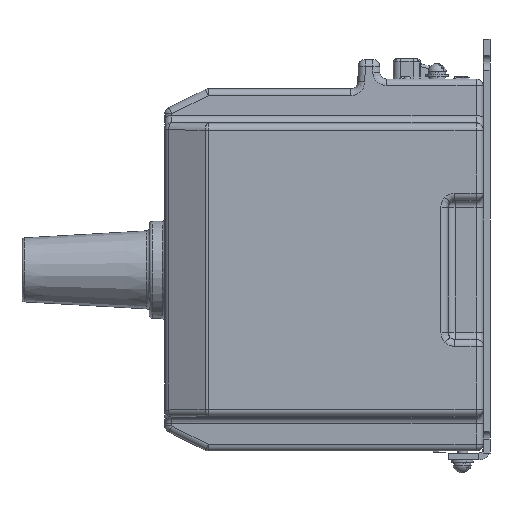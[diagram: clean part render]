
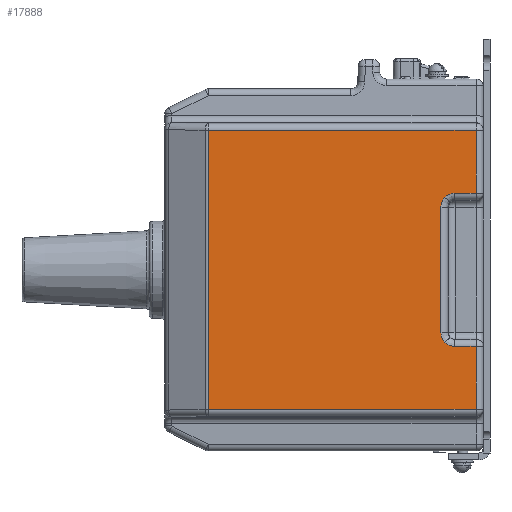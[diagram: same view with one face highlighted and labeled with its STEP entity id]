
A CAD part, left-side view. The second image highlights one B-rep face of the part: STEP entity #17888.
In plain terms, the highlighted planar face has unit normal (-1, 0, 0).
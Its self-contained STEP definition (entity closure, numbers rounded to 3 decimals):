
#2301 = EDGE_CURVE ( 'NONE', #15379, #15407, #14800, .T. ) ;
#4861 = CARTESIAN_POINT ( 'NONE',  ( -70., -46.28, -52.067 ) ) ;
#4862 = CARTESIAN_POINT ( 'NONE',  ( -70., -48.18, -53.967 ) ) ;
#4895 = CARTESIAN_POINT ( 'NONE',  ( -70., -53.349, -54.995 ) ) ;
#4896 = CARTESIAN_POINT ( 'NONE',  ( -70., -50.662, -54.995 ) ) ;
#5197 = CARTESIAN_POINT ( 'NONE',  ( -70., -43.353, 44.998 ) ) ;
#5204 = CARTESIAN_POINT ( 'NONE',  ( -70., -53.349, -54.995 ) ) ;
#5257 = CARTESIAN_POINT ( 'NONE',  ( -70., 123.7, 100.172 ) ) ;
#5259 = CARTESIAN_POINT ( 'NONE',  ( -70., -53.349, 54.995 ) ) ;
#5276 = CARTESIAN_POINT ( 'NONE',  ( -70., -46.28, -52.067 ) ) ;
#5278 = CARTESIAN_POINT ( 'NONE',  ( -70., -46.28, 52.067 ) ) ;
#5331 = CARTESIAN_POINT ( 'NONE',  ( -70., -68.62, 100.172 ) ) ;
#5334 = CARTESIAN_POINT ( 'NONE',  ( -70., -43.353, -44.998 ) ) ;
#5349 = CARTESIAN_POINT ( 'NONE',  ( -70., 123.7, -100.172 ) ) ;
#5372 = CARTESIAN_POINT ( 'NONE',  ( -70., -68.62, -100.172 ) ) ;
#5390 = CARTESIAN_POINT ( 'NONE',  ( -70., -68.62, -54.995 ) ) ;
#5678 = CARTESIAN_POINT ( 'NONE',  ( -70., -68.62, 54.995 ) ) ;
#8029 = CARTESIAN_POINT ( 'NONE',  ( -70., -68.62, 130. ) ) ;
#8073 = DIRECTION ( 'NONE',  ( 0., 0., 1. ) ) ;
#8550 = CARTESIAN_POINT ( 'NONE',  ( -70., -46.28, 52.067 ) ) ;
#8559 = CARTESIAN_POINT ( 'NONE',  ( -70., -48.18, 53.967 ) ) ;
#8575 = CARTESIAN_POINT ( 'NONE',  ( -70., -50.662, 54.995 ) ) ;
#8588 = CARTESIAN_POINT ( 'NONE',  ( -70., -43.353, 44.998 ) ) ;
#8589 = CARTESIAN_POINT ( 'NONE',  ( -70., -53.349, 54.995 ) ) ;
#8632 = CARTESIAN_POINT ( 'NONE',  ( -70., -43.353, 47.685 ) ) ;
#8659 = CARTESIAN_POINT ( 'NONE',  ( -70., -44.381, 50.167 ) ) ;
#8661 = CARTESIAN_POINT ( 'NONE',  ( -70., -46.28, 52.067 ) ) ;
#8731 = DIRECTION ( 'NONE',  ( 0., -1., 0. ) ) ;
#8751 = CARTESIAN_POINT ( 'NONE',  ( -70., 154.88, 54.995 ) ) ;
#9707 = VECTOR ( 'NONE', #8731, 1000. ) ;
#9730 = LINE ( 'NONE', #8751, #9707 ) ;
#10017 = VECTOR ( 'NONE', #8073, 1000. ) ;
#10035 = LINE ( 'NONE', #8029, #10017 ) ;
#10086 = VECTOR ( 'NONE', #11494, 1000. ) ;
#10095 = LINE ( 'NONE', #11502, #10086 ) ;
#10115 = VECTOR ( 'NONE', #11566, 1000. ) ;
#10119 = LINE ( 'NONE', #11546, #10115 ) ;
#10156 = VECTOR ( 'NONE', #11643, 1000. ) ;
#10175 = LINE ( 'NONE', #11757, #10188 ) ;
#10184 = LINE ( 'NONE', #11639, #10156 ) ;
#10188 = VECTOR ( 'NONE', #11719, 1000. ) ;
#10214 = LINE ( 'NONE', #11749, #10238 ) ;
#10227 = LINE ( 'NONE', #11684, #10229 ) ;
#10229 = VECTOR ( 'NONE', #11679, 1000. ) ;
#10238 = VECTOR ( 'NONE', #11720, 1000. ) ;
#10380 = AXIS2_PLACEMENT_3D ( 'NONE', #14615, #14645, #14616 ) ;
#11494 = DIRECTION ( 'NONE',  ( 0., 1., 0. ) ) ;
#11502 = CARTESIAN_POINT ( 'NONE',  ( -70., -43.353, -54.995 ) ) ;
#11546 = CARTESIAN_POINT ( 'NONE',  ( -70., -43.353, -49.6 ) ) ;
#11566 = DIRECTION ( 'NONE',  ( 0., 0., 1. ) ) ;
#11639 = CARTESIAN_POINT ( 'NONE',  ( -70., 154.88, 100.172 ) ) ;
#11643 = DIRECTION ( 'NONE',  ( 0., 1., 0. ) ) ;
#11679 = DIRECTION ( 'NONE',  ( 0., -1., 0. ) ) ;
#11684 = CARTESIAN_POINT ( 'NONE',  ( -70., 154.88, -100.172 ) ) ;
#11703 = CARTESIAN_POINT ( 'NONE',  ( -70., -46.28, -52.067 ) ) ;
#11719 = DIRECTION ( 'NONE',  ( 0., 0., -1. ) ) ;
#11720 = DIRECTION ( 'NONE',  ( 0., 0., 1. ) ) ;
#11742 = CARTESIAN_POINT ( 'NONE',  ( -70., -44.381, -50.167 ) ) ;
#11743 = CARTESIAN_POINT ( 'NONE',  ( -70., -43.353, -44.998 ) ) ;
#11749 = CARTESIAN_POINT ( 'NONE',  ( -70., -68.62, 130. ) ) ;
#11750 = CARTESIAN_POINT ( 'NONE',  ( -70., -43.353, -47.685 ) ) ;
#11757 = CARTESIAN_POINT ( 'NONE',  ( -70., 123.7, 130. ) ) ;
#13905 = FACE_OUTER_BOUND ( 'NONE', #18888, .T. ) ;
#14608 = PLANE ( 'NONE',  #10380 ) ;
#14615 = CARTESIAN_POINT ( 'NONE',  ( -70., 154.88, 130. ) ) ;
#14616 = DIRECTION ( 'NONE',  ( 0., 1., 0. ) ) ;
#14645 = DIRECTION ( 'NONE',  ( 1., 0., 0. ) ) ;
#14800 =( BOUNDED_CURVE ( )  B_SPLINE_CURVE ( 3, ( #4895, #4896, #4862, #4861 ),
 .UNSPECIFIED., .F., .T. ) 
 B_SPLINE_CURVE_WITH_KNOTS ( ( 4, 4 ),
 ( 5.498, 6.283 ),
 .UNSPECIFIED. ) 
 CURVE ( )  GEOMETRIC_REPRESENTATION_ITEM ( )  RATIONAL_B_SPLINE_CURVE ( ( 1., 0.949, 0.949, 1. ) ) 
 REPRESENTATION_ITEM ( '' )  );
#14857 =( BOUNDED_CURVE ( )  B_SPLINE_CURVE ( 3, ( #8588, #8632, #8659, #8661 ),
 .UNSPECIFIED., .F., .T. ) 
 B_SPLINE_CURVE_WITH_KNOTS ( ( 4, 4 ),
 ( 5.498, 6.283 ),
 .UNSPECIFIED. ) 
 CURVE ( )  GEOMETRIC_REPRESENTATION_ITEM ( )  RATIONAL_B_SPLINE_CURVE ( ( 1., 0.949, 0.949, 1. ) ) 
 REPRESENTATION_ITEM ( '' )  );
#14873 =( BOUNDED_CURVE ( )  B_SPLINE_CURVE ( 3, ( #11703, #11742, #11750, #11743 ),
 .UNSPECIFIED., .F., .T. ) 
 B_SPLINE_CURVE_WITH_KNOTS ( ( 4, 4 ),
 ( 0., 0.785 ),
 .UNSPECIFIED. ) 
 CURVE ( )  GEOMETRIC_REPRESENTATION_ITEM ( )  RATIONAL_B_SPLINE_CURVE ( ( 1., 0.949, 0.949, 1. ) ) 
 REPRESENTATION_ITEM ( '' )  );
#14889 =( BOUNDED_CURVE ( )  B_SPLINE_CURVE ( 3, ( #8550, #8559, #8575, #8589 ),
 .UNSPECIFIED., .F., .F. ) 
 B_SPLINE_CURVE_WITH_KNOTS ( ( 4, 4 ),
 ( 0., 0.785 ),
 .UNSPECIFIED. ) 
 CURVE ( )  GEOMETRIC_REPRESENTATION_ITEM ( )  RATIONAL_B_SPLINE_CURVE ( ( 1., 0.949, 0.949, 1. ) ) 
 REPRESENTATION_ITEM ( '' )  );
#15379 = VERTEX_POINT ( 'NONE', #5204 ) ;
#15381 = VERTEX_POINT ( 'NONE', #5197 ) ;
#15407 = VERTEX_POINT ( 'NONE', #5276 ) ;
#15422 = VERTEX_POINT ( 'NONE', #5278 ) ;
#15434 = VERTEX_POINT ( 'NONE', #5259 ) ;
#15442 = VERTEX_POINT ( 'NONE', #5257 ) ;
#15480 = VERTEX_POINT ( 'NONE', #5349 ) ;
#15500 = VERTEX_POINT ( 'NONE', #5331 ) ;
#15503 = VERTEX_POINT ( 'NONE', #5334 ) ;
#15532 = VERTEX_POINT ( 'NONE', #5372 ) ;
#15566 = VERTEX_POINT ( 'NONE', #5390 ) ;
#15850 = VERTEX_POINT ( 'NONE', #5678 ) ;
#16596 = EDGE_CURVE ( 'NONE', #15422, #15434, #14889, .T. ) ;
#16613 = EDGE_CURVE ( 'NONE', #15381, #15422, #14857, .T. ) ;
#16654 = EDGE_CURVE ( 'NONE', #15434, #15850, #9730, .T. ) ;
#16857 = EDGE_CURVE ( 'NONE', #15850, #15500, #10035, .T. ) ;
#16898 = EDGE_CURVE ( 'NONE', #15566, #15379, #10095, .T. ) ;
#16928 = EDGE_CURVE ( 'NONE', #15503, #15381, #10119, .T. ) ;
#16957 = EDGE_CURVE ( 'NONE', #15500, #15442, #10184, .T. ) ;
#16971 = EDGE_CURVE ( 'NONE', #15480, #15532, #10227, .T. ) ;
#16979 = EDGE_CURVE ( 'NONE', #15407, #15503, #14873, .T. ) ;
#16980 = EDGE_CURVE ( 'NONE', #15532, #15566, #10214, .T. ) ;
#16982 = EDGE_CURVE ( 'NONE', #15442, #15480, #10175, .T. ) ;
#17888 = ADVANCED_FACE ( 'NONE', ( #13905 ), #14608, .F. ) ;
#17992 = ORIENTED_EDGE ( 'NONE', *, *, #2301, .T. ) ;
#17999 = ORIENTED_EDGE ( 'NONE', *, *, #16979, .T. ) ;
#18012 = ORIENTED_EDGE ( 'NONE', *, *, #16928, .T. ) ;
#18013 = ORIENTED_EDGE ( 'NONE', *, *, #16596, .T. ) ;
#18038 = ORIENTED_EDGE ( 'NONE', *, *, #16980, .T. ) ;
#18042 = ORIENTED_EDGE ( 'NONE', *, *, #16654, .T. ) ;
#18075 = ORIENTED_EDGE ( 'NONE', *, *, #16613, .T. ) ;
#18082 = ORIENTED_EDGE ( 'NONE', *, *, #16957, .T. ) ;
#18100 = ORIENTED_EDGE ( 'NONE', *, *, #16982, .T. ) ;
#18107 = ORIENTED_EDGE ( 'NONE', *, *, #16971, .T. ) ;
#18116 = ORIENTED_EDGE ( 'NONE', *, *, #16898, .T. ) ;
#18118 = ORIENTED_EDGE ( 'NONE', *, *, #16857, .T. ) ;
#18888 = EDGE_LOOP ( 'NONE', ( #18107, #18038, #18116, #17992, #17999, #18012, #18075, #18013, #18042, #18118, #18082, #18100 ) ) ;
